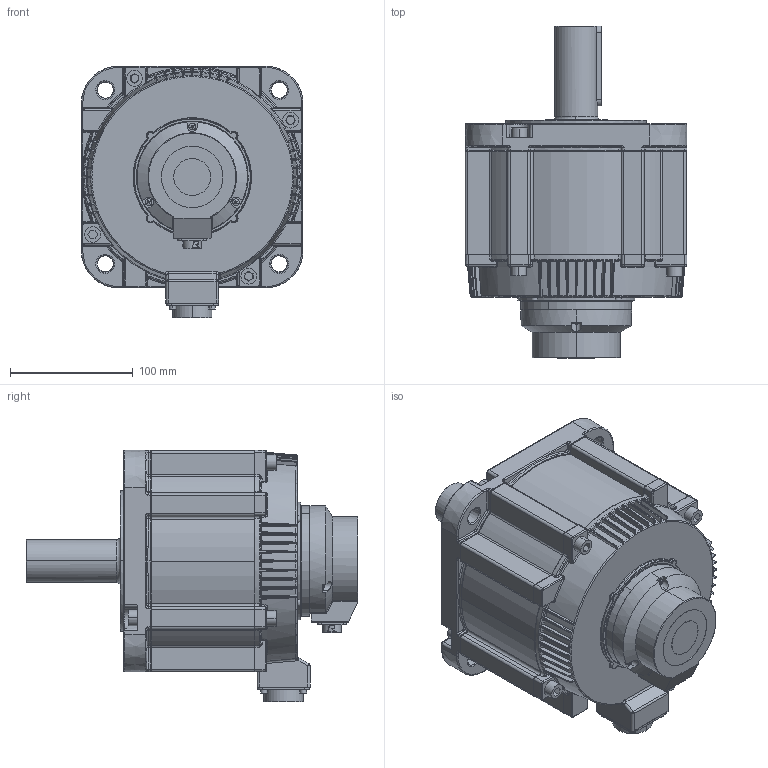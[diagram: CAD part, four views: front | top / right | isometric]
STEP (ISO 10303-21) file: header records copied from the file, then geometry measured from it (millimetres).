
FILE_DESCRIPTION((''),'2;1');
FILE_NAME('2900','2023-03-14T14:33:58',('ms28071'),(''),'CREO PARAMETRIC BY PTC INC, 2018100','CREO PARAMETRIC BY PTC INC, 2018100','');
FILE_SCHEMA(('CONFIG_CONTROL_DESIGN'));
Length unit declared in the file: millimetre
Products named in the file (1): 2900
Bounding box: 180.53 x 269.9 x 204.6 mm (x, y, z)
Surface area: 232109.7 mm2 (no closed solid volume)
Topology: 0 solids, 29 shells, 1417 faces, 4062 edges, 2641 vertices
Faces by surface type: cylinder 483, plane 407, bspline 210, torus 192, cone 101, sphere 24
Entity records: 57614 total; most frequent: CARTESIAN_POINT 23012, ORIENTED_EDGE 7603, DIRECTION 6582, EDGE_CURVE 4037, VERTEX_POINT 2641, AXIS2_PLACEMENT_3D 2625, EDGE_LOOP 1522, CIRCLE 1418
